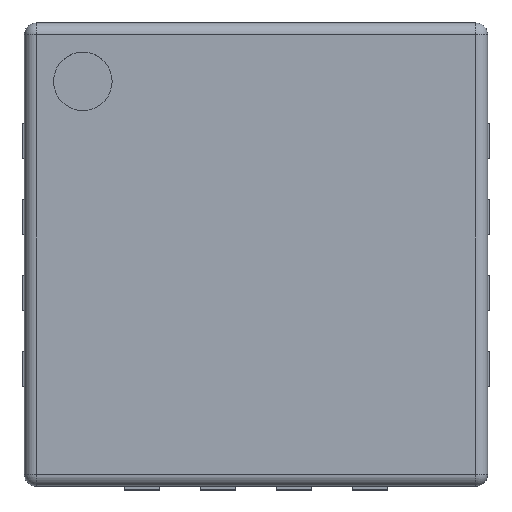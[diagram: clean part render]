
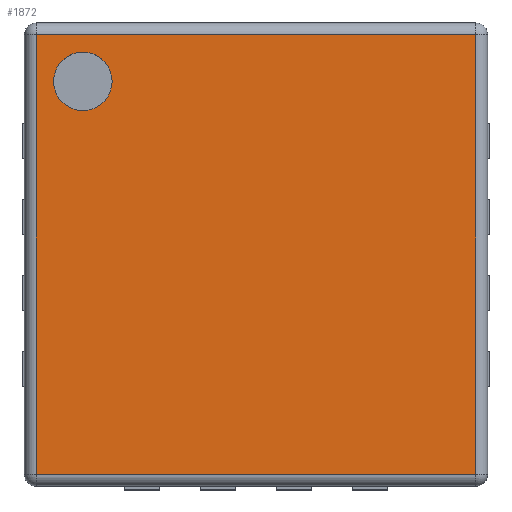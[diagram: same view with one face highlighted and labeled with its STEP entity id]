
A CAD part, top view. The second image highlights one B-rep face of the part: STEP entity #1872.
In plain terms, the highlighted planar face has unit normal (0, 0, 1).
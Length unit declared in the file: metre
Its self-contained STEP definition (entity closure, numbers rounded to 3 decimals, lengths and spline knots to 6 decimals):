
#118=CIRCLE('',#2258,0.00025);
#566=ORIENTED_EDGE('',*,*,#849,.F.);
#567=ORIENTED_EDGE('',*,*,#850,.T.);
#568=ORIENTED_EDGE('',*,*,#851,.T.);
#569=ORIENTED_EDGE('',*,*,#852,.T.);
#570=ORIENTED_EDGE('',*,*,#853,.T.);
#849=EDGE_CURVE('',#1025,#1025,#118,.T.);
#850=EDGE_CURVE('',#1026,#1027,#1222,.T.);
#851=EDGE_CURVE('',#1027,#1028,#1223,.T.);
#852=EDGE_CURVE('',#1028,#1029,#1224,.F.);
#853=EDGE_CURVE('',#1029,#1026,#1225,.F.);
#1025=VERTEX_POINT('',#3372);
#1026=VERTEX_POINT('',#3374);
#1027=VERTEX_POINT('',#3375);
#1028=VERTEX_POINT('',#3377);
#1029=VERTEX_POINT('',#3379);
#1222=LINE('',#3373,#1417);
#1223=LINE('',#3376,#1418);
#1224=LINE('',#3378,#1419);
#1225=LINE('',#3380,#1420);
#1417=VECTOR('',#2800,1.);
#1418=VECTOR('',#2801,1.);
#1419=VECTOR('',#2802,1.);
#1420=VECTOR('',#2803,1.);
#1528=EDGE_LOOP('',(#566));
#1529=EDGE_LOOP('',(#567,#568,#569,#570));
#1653=FACE_BOUND('',#1528,.T.);
#1654=FACE_BOUND('',#1529,.T.);
#1762=PLANE('',#2257);
#1872=ADVANCED_FACE('',(#1653,#1654),#1762,.T.);
#2257=AXIS2_PLACEMENT_3D('',#3370,#2796,#2797);
#2258=AXIS2_PLACEMENT_3D('',#3371,#2798,#2799);
#2796=DIRECTION('',(0.,0.,1.));
#2797=DIRECTION('',(1.,0.,0.));
#2798=DIRECTION('',(0.,0.,1.));
#2799=DIRECTION('',(1.,0.,0.));
#2800=DIRECTION('',(0.,-1.,0.));
#2801=DIRECTION('',(1.,0.,0.));
#2802=DIRECTION('',(0.,-1.,0.));
#2803=DIRECTION('',(1.,0.,0.));
#3370=CARTESIAN_POINT('',(0.,0.,0.00092));
#3371=CARTESIAN_POINT('',(-0.00148,0.00148,0.00092));
#3372=CARTESIAN_POINT('',(-0.00123,0.00148,0.00092));
#3373=CARTESIAN_POINT('',(-0.00188,-0.00198,0.00092));
#3374=CARTESIAN_POINT('',(-0.00188,0.00188,0.00092));
#3375=CARTESIAN_POINT('',(-0.00188,-0.00188,0.00092));
#3376=CARTESIAN_POINT('',(0.00198,-0.00188,0.00092));
#3377=CARTESIAN_POINT('',(0.00188,-0.00188,0.00092));
#3378=CARTESIAN_POINT('',(0.00188,0.,0.00092));
#3379=CARTESIAN_POINT('',(0.00188,0.00188,0.00092));
#3380=CARTESIAN_POINT('',(0.,0.00188,0.00092));
